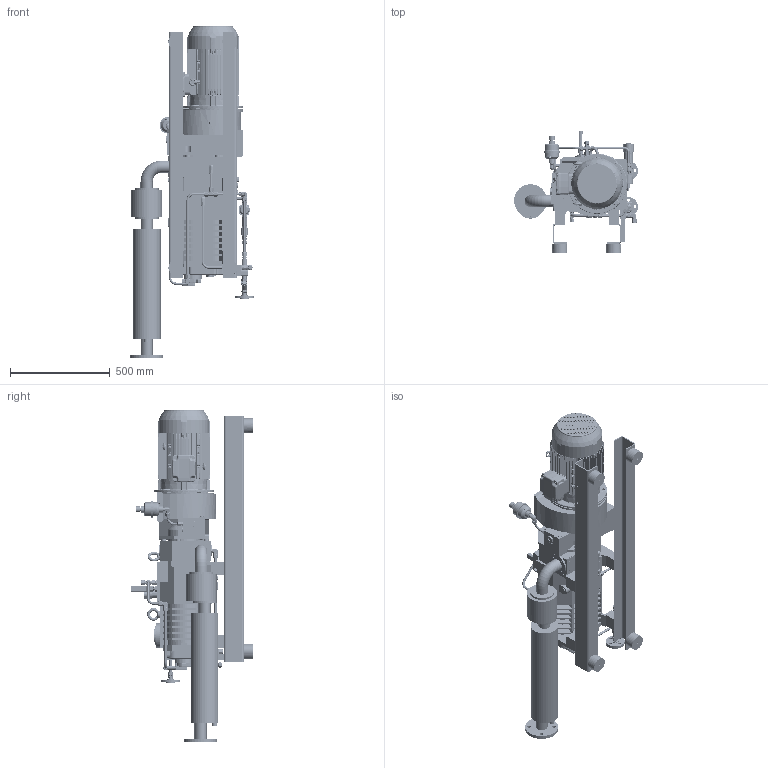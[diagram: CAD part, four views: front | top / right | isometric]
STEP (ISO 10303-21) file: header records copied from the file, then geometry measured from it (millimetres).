
FILE_DESCRIPTION((''),'2;1');
FILE_NAME('PU900017.stp','2011-08-24T11:16:58',('SOEHNGEN'),(''),'Autodesk Inventor 2009','Autodesk Inventor 2009','');
FILE_SCHEMA(('AUTOMOTIVE_DESIGN { 1 0 10303 214 1 1 1 1 }'));
Length unit declared in the file: millimetre
Products named in the file (1): PU900017 Schreibgeschützt
Bounding box: 619.66 x 609.25 x 1660.35 mm (x, y, z)
Volume: 98304779.1 mm3; surface area: 4745341.4 mm2
Topology: 13 solids, 13 shells, 6261 faces, 15610 edges, 9922 vertices
Faces by surface type: plane 3836, cylinder 1303, cone 524, bspline 385, torus 164, sphere 49
Full cylindrical faces by diameter (mm): 2 x1, 4.2 x8, 5 x10, 5.5 x2, 6 x17, 6.6 x6, 6.75 x4, 8 x33, 9 x17, 9.5 x7, 10 x14, 10.2 x4, 10.4 x2, 10.5 x4, 11.445 x1, 11.5 x1, 12 x43, 13 x4, 13.5 x4, 14 x10, 15 x9, 15.015 x1, 15.189 x1, 16 x14, 17 x4, 17.45 x1, 17.5 x14, 18 x11, 18.631 x4, 18.7 x1
Entity records: 203036 total; most frequent: CARTESIAN_POINT 58514, ORIENTED_EDGE 29946, DIRECTION 29145, EDGE_CURVE 14973, AXIS2_PLACEMENT_3D 9975, VERTEX_POINT 9841, VECTOR 9195, LINE 9195
